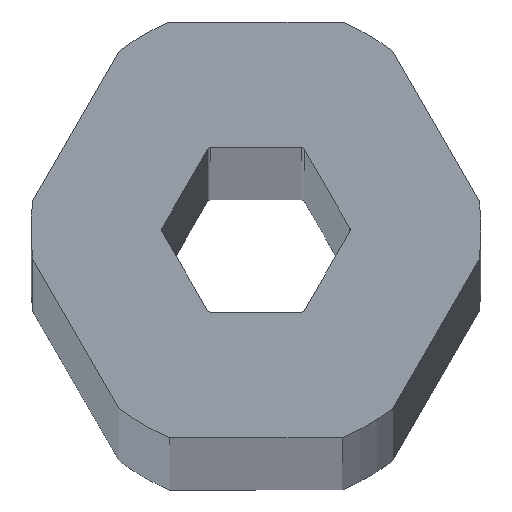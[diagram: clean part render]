
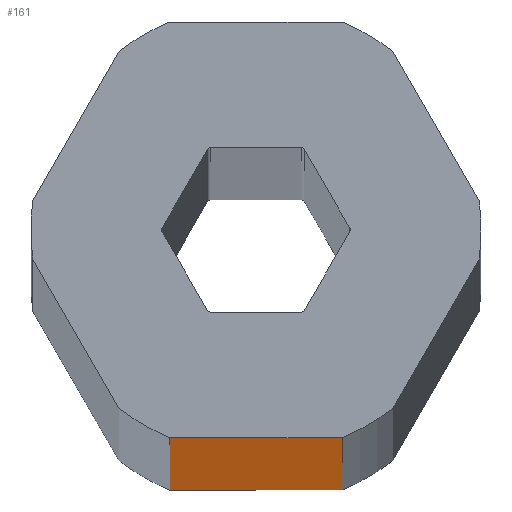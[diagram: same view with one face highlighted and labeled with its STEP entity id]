
A CAD part, top view. The second image highlights one B-rep face of the part: STEP entity #161.
In plain terms, the highlighted planar face has unit normal (0, -1, 0).
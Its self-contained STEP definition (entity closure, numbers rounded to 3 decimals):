
#14 = LINE ( 'NONE', #856, #849 ) ;
#55 = CARTESIAN_POINT ( 'NONE',  ( -2.634, -6.345, 0. ) ) ;
#111 = VECTOR ( 'NONE', #438, 1000. ) ;
#122 = DIRECTION ( 'NONE',  ( 1., 0., 0. ) ) ;
#132 = LINE ( 'NONE', #665, #111 ) ;
#161 = ADVANCED_FACE ( 'NONE', ( #755 ), #725, .F. ) ;
#167 = DIRECTION ( 'NONE',  ( 0., 0., 1. ) ) ;
#214 = DIRECTION ( 'NONE',  ( -1., 0., 0. ) ) ;
#218 = EDGE_CURVE ( 'NONE', #411, #642, #750, .T. ) ;
#279 = ORIENTED_EDGE ( 'NONE', *, *, #635, .F. ) ;
#311 = VERTEX_POINT ( 'NONE', #938 ) ;
#395 = EDGE_CURVE ( 'NONE', #581, #411, #14, .T. ) ;
#397 = CARTESIAN_POINT ( 'NONE',  ( -2.634, -6.345, 914.4 ) ) ;
#411 = VERTEX_POINT ( 'NONE', #397 ) ;
#438 = DIRECTION ( 'NONE',  ( 1., 0., 0. ) ) ;
#543 = VECTOR ( 'NONE', #970, 1000. ) ;
#555 = ORIENTED_EDGE ( 'NONE', *, *, #625, .T. ) ;
#575 = EDGE_LOOP ( 'NONE', ( #578, #555, #279, #624 ) ) ;
#578 = ORIENTED_EDGE ( 'NONE', *, *, #395, .F. ) ;
#581 = VERTEX_POINT ( 'NONE', #55 ) ;
#624 = ORIENTED_EDGE ( 'NONE', *, *, #218, .F. ) ;
#625 = EDGE_CURVE ( 'NONE', #581, #311, #132, .T. ) ;
#635 = EDGE_CURVE ( 'NONE', #642, #311, #966, .T. ) ;
#642 = VERTEX_POINT ( 'NONE', #754 ) ;
#665 = CARTESIAN_POINT ( 'NONE',  ( -3.663, -6.345, 0. ) ) ;
#672 = CARTESIAN_POINT ( 'NONE',  ( 2.634, -6.345, 0. ) ) ;
#725 = PLANE ( 'NONE',  #897 ) ;
#748 = VECTOR ( 'NONE', #122, 1000. ) ;
#750 = LINE ( 'NONE', #803, #748 ) ;
#754 = CARTESIAN_POINT ( 'NONE',  ( 2.634, -6.345, 914.4 ) ) ;
#755 = FACE_OUTER_BOUND ( 'NONE', #575, .T. ) ;
#803 = CARTESIAN_POINT ( 'NONE',  ( -3.663, -6.345, 914.4 ) ) ;
#835 = CARTESIAN_POINT ( 'NONE',  ( -3.663, -6.345, 914.4 ) ) ;
#849 = VECTOR ( 'NONE', #167, 1000. ) ;
#856 = CARTESIAN_POINT ( 'NONE',  ( -2.634, -6.345, 0. ) ) ;
#882 = DIRECTION ( 'NONE',  ( 0., 1., 0. ) ) ;
#897 = AXIS2_PLACEMENT_3D ( 'NONE', #835, #882, #214 ) ;
#938 = CARTESIAN_POINT ( 'NONE',  ( 2.634, -6.345, 0. ) ) ;
#966 = LINE ( 'NONE', #672, #543 ) ;
#970 = DIRECTION ( 'NONE',  ( 0., 0., -1. ) ) ;
